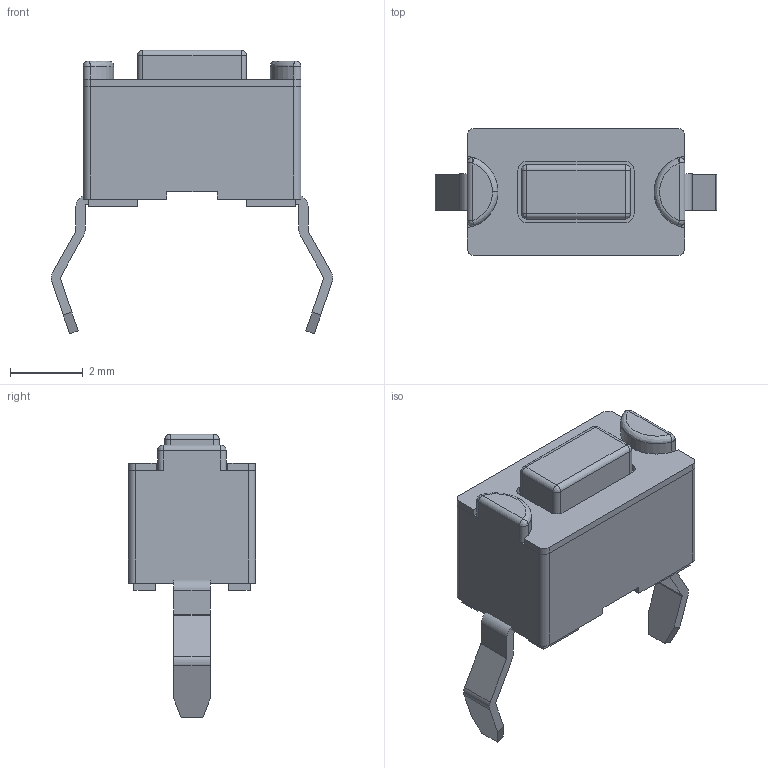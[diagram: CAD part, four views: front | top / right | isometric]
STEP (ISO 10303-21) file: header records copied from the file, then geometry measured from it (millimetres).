
FILE_DESCRIPTION (( 'STEP AP214' ), '1' );
FILE_NAME ('User Library-DTS-31.STEP', '2021-05-12T21:08:55', ( '' ), ( '' ), 'SwSTEP 2.0', 'SolidWorks 2020', '' );
FILE_SCHEMA (( 'AUTOMOTIVE_DESIGN' ));
Length unit declared in the file: millimetre
Products named in the file (5): Sheet Metal Part6; Part2_2; Part2; User Library-DTS-31; Part8
Assembly tree (5 placements, depth 2):
  User Library-DTS-31
    Part2
    Part2_2
    Sheet Metal Part6  x2
    Part8
Bounding box: 7.76 x 3.5 x 7.81 mm (x, y, z)
Volume: 80.8 mm3; surface area: 197.2 mm2
Topology: 5 solids, 5 shells, 143 faces, 371 edges, 232 vertices
Faces by surface type: plane 82, cylinder 48, bspline 13
Entity records: 3864 total; most frequent: CARTESIAN_POINT 814, DIRECTION 610, ORIENTED_EDGE 590, EDGE_CURVE 295, AXIS2_PLACEMENT_3D 204, LINE 202, VECTOR 202, VERTEX_POINT 188
